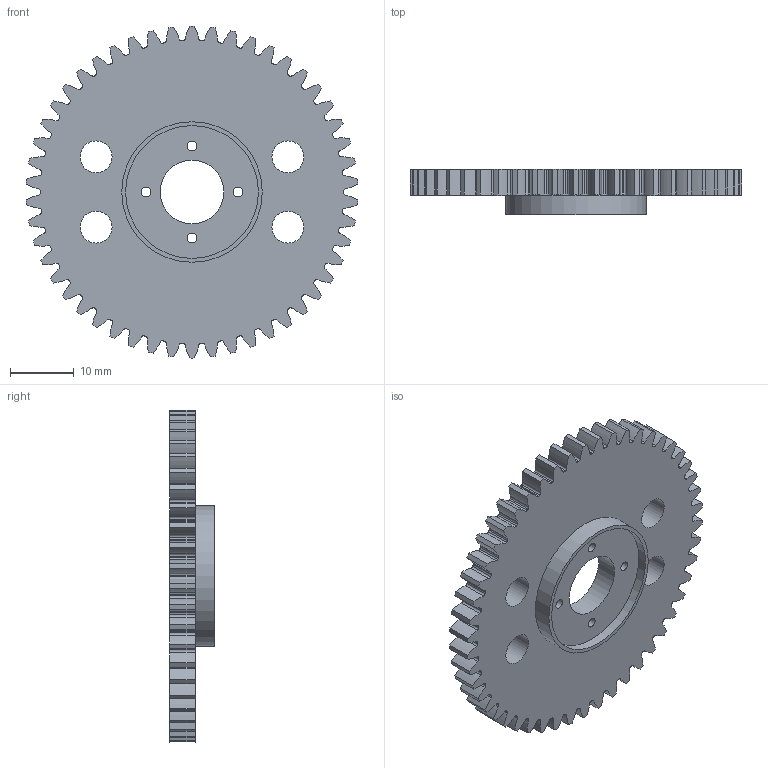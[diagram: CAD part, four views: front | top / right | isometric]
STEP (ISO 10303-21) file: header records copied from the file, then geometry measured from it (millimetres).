
FILE_DESCRIPTION(/* description */ ('STEP AP242','CAx-IF Rec.Pracs.---Representation and Presentation of Product Manufacturing Information (PMI)---4.0---2014-10-13','CAx-IF Rec.Pracs.---3D Tessellated Geometry---0.4---2014-09-14','2;1'),/* implementation_level */ '2;1');
FILE_NAME(/* name */ '681f77e488f8237c677e7fed',/* time_stamp */ '2025-05-10T15:59:33Z',/* author */ (''),/* organization */ (''),/* preprocessor_version */ 'ST-DEVELOPER v20',/* originating_system */ 'ONSHAPE BY PTC INC, 1.197',/* authorisation */ ' ');
FILE_SCHEMA (('AP242_MANAGED_MODEL_BASED_3D_ENGINEERING_MIM_LF { 1 0 10303 442 1 1 4 }'));
Length unit declared in the file: metre
Products named in the file (1): Spur gear (50 teeth)
Bounding box: 51.94 x 7 x 52 mm (x, y, z)
Volume: 7066 mm3; surface area: 5684.8 mm2
Topology: 1 solids, 1 shells, 317 faces, 945 edges, 633 vertices
Faces by surface type: cylinder 212, bspline 100, plane 5
Full cylindrical faces by diameter (mm): 1.5 x4, 5 x4, 10 x1, 20.8 x1, 22 x2
Entity records: 14572 total; most frequent: CARTESIAN_POINT 6366, ORIENTED_EDGE 1848, DIRECTION 1584, EDGE_CURVE 924, AXIS2_PLACEMENT_3D 642, VERTEX_POINT 624, CIRCLE 424, EDGE_LOOP 350
